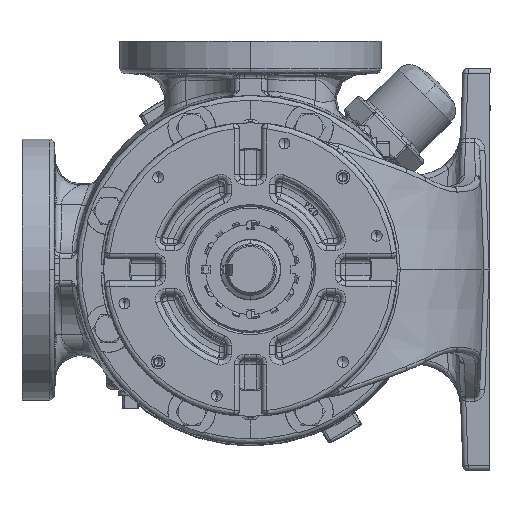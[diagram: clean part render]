
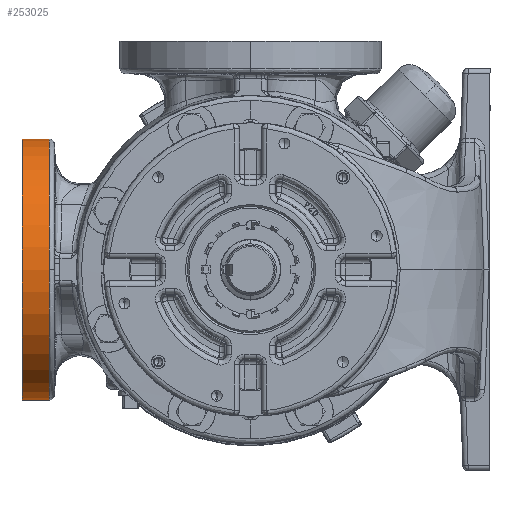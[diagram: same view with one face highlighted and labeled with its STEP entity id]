
A CAD part, left-side view. The second image highlights one B-rep face of the part: STEP entity #253025.
In plain terms, the highlighted cylindrical face has radius 76.2 mm (diameter 152.4 mm), a partial arc.
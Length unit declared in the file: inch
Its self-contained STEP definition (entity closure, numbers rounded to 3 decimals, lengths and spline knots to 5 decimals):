
#6129 = DIRECTION ( 'NONE',  ( 0., -1., 0. ) ) ;
#13866 = CARTESIAN_POINT ( 'NONE',  ( -0.22, 4.61993, 0. ) ) ;
#14026 = EDGE_CURVE ( 'NONE', #303688, #185122, #319302, .T. ) ;
#17765 = DIRECTION ( 'NONE',  ( 0., -1., 0. ) ) ;
#20172 = EDGE_LOOP ( 'NONE', ( #154083, #174945, #216880, #220573, #242777 ) ) ;
#29955 = AXIS2_PLACEMENT_3D ( 'NONE', #114084, #6129, #141258 ) ;
#32311 = CIRCLE ( 'NONE', #65424, 3. ) ;
#37949 = CYLINDRICAL_SURFACE ( 'NONE', #29955, 3. ) ;
#40085 = DIRECTION ( 'NONE',  ( 0., -1., 0. ) ) ;
#46556 = FACE_OUTER_BOUND ( 'NONE', #20172, .T. ) ;
#54735 = EDGE_CURVE ( 'NONE', #346110, #123048, #173086, .T. ) ;
#57421 = DIRECTION ( 'NONE',  ( 0., -1., 0. ) ) ;
#65424 = AXIS2_PLACEMENT_3D ( 'NONE', #202046, #40085, #229057 ) ;
#100859 = LINE ( 'NONE', #152870, #164240 ) ;
#105326 = CARTESIAN_POINT ( 'NONE',  ( 2.78, 4.61993, 3. ) ) ;
#114084 = CARTESIAN_POINT ( 'NONE',  ( 2.78, -2.68792, 0. ) ) ;
#119709 = EDGE_CURVE ( 'NONE', #123048, #185122, #291396, .T. ) ;
#123048 = VERTEX_POINT ( 'NONE', #13866 ) ;
#132536 = CARTESIAN_POINT ( 'NONE',  ( 2.78, 4.61993, 0. ) ) ;
#141258 = DIRECTION ( 'NONE',  ( 0., 0., -1. ) ) ;
#152870 = CARTESIAN_POINT ( 'NONE',  ( 2.78, -2.68792, 3. ) ) ;
#154083 = ORIENTED_EDGE ( 'NONE', *, *, #347195, .F. ) ;
#154826 = CARTESIAN_POINT ( 'NONE',  ( 2.78, 5.25, -3. ) ) ;
#157237 = AXIS2_PLACEMENT_3D ( 'NONE', #132536, #320282, #159814 ) ;
#159814 = DIRECTION ( 'NONE',  ( -1., 0., 0. ) ) ;
#164240 = VECTOR ( 'NONE', #17765, 39.37008 ) ;
#173086 = CIRCLE ( 'NONE', #157237, 3. ) ;
#174945 = ORIENTED_EDGE ( 'NONE', *, *, #295052, .T. ) ;
#178695 = VERTEX_POINT ( 'NONE', #202177 ) ;
#180686 = DIRECTION ( 'NONE',  ( 0., -1., 0. ) ) ;
#182169 = CARTESIAN_POINT ( 'NONE',  ( 2.78, -2.68792, -3. ) ) ;
#185122 = VERTEX_POINT ( 'NONE', #342769 ) ;
#191447 = AXIS2_PLACEMENT_3D ( 'NONE', #219216, #57421, #246130 ) ;
#202046 = CARTESIAN_POINT ( 'NONE',  ( 2.78, 5.25, 0. ) ) ;
#202177 = CARTESIAN_POINT ( 'NONE',  ( 2.78, 5.25, 3. ) ) ;
#216880 = ORIENTED_EDGE ( 'NONE', *, *, #14026, .T. ) ;
#219216 = CARTESIAN_POINT ( 'NONE',  ( 2.78, 4.61993, 0. ) ) ;
#220573 = ORIENTED_EDGE ( 'NONE', *, *, #119709, .F. ) ;
#229057 = DIRECTION ( 'NONE',  ( 0., 0., -1. ) ) ;
#239887 = VECTOR ( 'NONE', #180686, 39.37008 ) ;
#242777 = ORIENTED_EDGE ( 'NONE', *, *, #54735, .F. ) ;
#246130 = DIRECTION ( 'NONE',  ( -1., 0., 0. ) ) ;
#253025 = ADVANCED_FACE ( 'NONE', ( #46556 ), #37949, .T. ) ;
#291396 = CIRCLE ( 'NONE', #191447, 3. ) ;
#295052 = EDGE_CURVE ( 'NONE', #178695, #303688, #32311, .T. ) ;
#303688 = VERTEX_POINT ( 'NONE', #154826 ) ;
#319302 = LINE ( 'NONE', #182169, #239887 ) ;
#320282 = DIRECTION ( 'NONE',  ( 0., -1., 0. ) ) ;
#342769 = CARTESIAN_POINT ( 'NONE',  ( 2.78, 4.61993, -3. ) ) ;
#346110 = VERTEX_POINT ( 'NONE', #105326 ) ;
#347195 = EDGE_CURVE ( 'NONE', #178695, #346110, #100859, .T. ) ;
